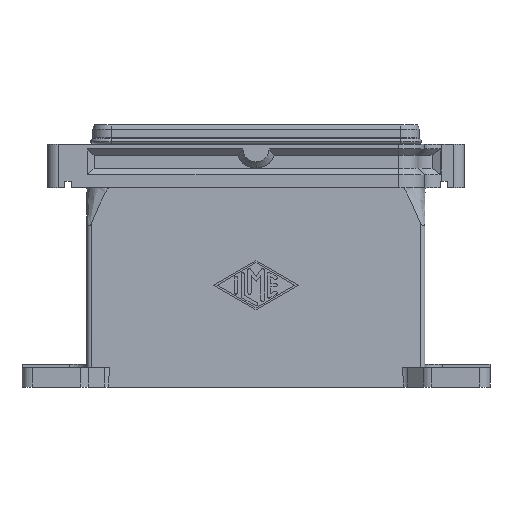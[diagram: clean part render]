
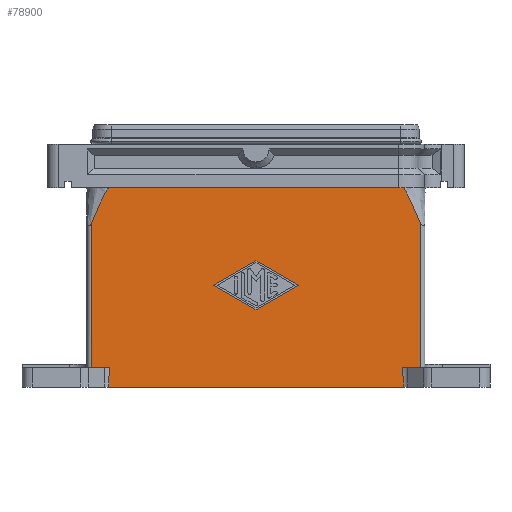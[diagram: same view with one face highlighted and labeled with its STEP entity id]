
A CAD part, front view. The second image highlights one B-rep face of the part: STEP entity #78900.
In plain terms, the highlighted planar face has unit normal (0, -1, 0.024).
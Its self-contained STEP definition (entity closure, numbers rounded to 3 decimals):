
#47880=CARTESIAN_POINT('',(19.5,-29.097,-44.997));
#47890=VERTEX_POINT('',#47880);
#48060=CARTESIAN_POINT('',(0.,-28.823,-33.747));
#48070=VERTEX_POINT('',#48060);
#48100=CARTESIAN_POINT('',(0.,-28.823,-33.747));
#48110=DIRECTION('',(0.866,-0.012,
-0.5));
#48120=VECTOR('',#48110,1.);
#48130=LINE('',#48100,#48120);
#48140=EDGE_CURVE('',#48070,#47890,#48130,.T.);
#48350=CARTESIAN_POINT('',(0.,-29.372,-56.247));
#48360=VERTEX_POINT('',#48350);
#48480=CARTESIAN_POINT('',(0.,-29.372,-56.247));
#48490=DIRECTION('',(-0.866,-0.012,
-0.5));
#48500=VECTOR('',#48490,1.);
#48510=LINE('',#48480,#48500);
#48520=EDGE_CURVE('',#47890,#48360,#48510,.T.);
#49400=CARTESIAN_POINT('',(-19.5,-29.097,-44.997));
#49410=VERTEX_POINT('',#49400);
#49530=CARTESIAN_POINT('',(0.,-29.372,-56.247));
#49540=DIRECTION('',(-0.866,0.012,
0.5));
#49550=VECTOR('',#49540,1.);
#49560=LINE('',#49530,#49550);
#49570=EDGE_CURVE('',#48360,#49410,#49560,.T.);
#49820=CARTESIAN_POINT('',(0.,-28.823,-33.747));
#49830=DIRECTION('',(0.866,0.012,
0.5));
#49840=VECTOR('',#49830,1.);
#49850=LINE('',#49820,#49840);
#49860=EDGE_CURVE('',#49410,#48070,#49850,.T.);
#61310=CARTESIAN_POINT('',(-76.,-30.024,-83.));
#61320=VERTEX_POINT('',#61310);
#61630=CARTESIAN_POINT('',(-76.,-28.401,
-16.423));
#61640=VERTEX_POINT('',#61630);
#61670=CARTESIAN_POINT('',(-76.,-30.037,
-83.5));
#61680=DIRECTION('',(0.,0.024,1.));
#61690=VECTOR('',#61680,1.);
#61700=LINE('',#61670,#61690);
#61710=EDGE_CURVE('',#61320,#61640,#61700,.T.);
#69840=CARTESIAN_POINT('',(76.,-28.401,
-16.422));
#69850=VERTEX_POINT('',#69840);
#69970=CARTESIAN_POINT('',(76.,-30.024,-83.));
#69980=VERTEX_POINT('',#69970);
#70010=CARTESIAN_POINT('',(76.,-30.037,
-83.5));
#70020=DIRECTION('',(0.,0.024,1.));
#70030=VECTOR('',#70020,1.);
#70040=LINE('',#70010,#70030);
#70050=EDGE_CURVE('',#69980,#69850,#70040,.T.);
#77880=CARTESIAN_POINT('',(79.804,-30.3,
-94.303));
#77890=DIRECTION('',(0.,-1.,0.024));
#77900=DIRECTION('',(0.,0.024,1.));
#77910=AXIS2_PLACEMENT_3D('',#77880,#77890,#77900);
#77920=PLANE('',#77910);
#77930=CARTESIAN_POINT('',(0.,-30.024,-83.));
#77940=DIRECTION('',(1.,-0.,-0.));
#77950=VECTOR('',#77940,1.);
#77960=LINE('',#77930,#77950);
#77970=CARTESIAN_POINT('',(67.751,-30.024,-83.));
#77980=VERTEX_POINT('',#77970);
#77990=EDGE_CURVE('',#77980,#69980,#77960,.T.);
#78000=ORIENTED_EDGE('',*,*,#77990,.T.);
#78010=CARTESIAN_POINT('',(67.745,-30.019,
-82.768));
#78020=DIRECTION('',(0.024,-0.024,
-0.999));
#78030=VECTOR('',#78020,1.);
#78040=LINE('',#78010,#78030);
#78050=CARTESIAN_POINT('',(67.97,-30.244,-92.));
#78060=VERTEX_POINT('',#78050);
#78070=EDGE_CURVE('',#77980,#78060,#78040,.T.);
#78080=ORIENTED_EDGE('',*,*,#78070,.F.);
#78090=CARTESIAN_POINT('',(0.,-30.244,-92.));
#78100=DIRECTION('',(-1.,-0.,-0.));
#78110=VECTOR('',#78100,1.);
#78120=LINE('',#78090,#78110);
#78130=CARTESIAN_POINT('',(-67.97,-30.244,-92.));
#78140=VERTEX_POINT('',#78130);
#78150=EDGE_CURVE('',#78060,#78140,#78120,.T.);
#78160=ORIENTED_EDGE('',*,*,#78150,.F.);
#78170=CARTESIAN_POINT('',(-67.978,-30.251,
-92.311));
#78180=DIRECTION('',(0.024,0.024,
0.999));
#78190=VECTOR('',#78180,1.);
#78200=LINE('',#78170,#78190);
#78210=CARTESIAN_POINT('',(-67.751,-30.024,-83.));
#78220=VERTEX_POINT('',#78210);
#78230=EDGE_CURVE('',#78140,#78220,#78200,.T.);
#78240=ORIENTED_EDGE('',*,*,#78230,.F.);
#78250=CARTESIAN_POINT('',(0.,-30.024,-83.));
#78260=DIRECTION('',(1.,-0.,-0.));
#78270=VECTOR('',#78260,1.);
#78280=LINE('',#78250,#78270);
#78290=EDGE_CURVE('',#61320,#78220,#78280,.T.);
#78300=ORIENTED_EDGE('',*,*,#78290,.T.);
#78310=ORIENTED_EDGE('',*,*,#61710,.F.);
#78320=CARTESIAN_POINT('',(-68.,-28.,0.))
;
#78330=CARTESIAN_POINT('',(-68.036,-28.,
0.));
#78340=CARTESIAN_POINT('',(-68.107,-28.001,
-0.056));
#78350=CARTESIAN_POINT('',(-68.23,-28.004,
-0.183));
#78360=CARTESIAN_POINT('',(-68.45,-28.012,
-0.483));
#78370=CARTESIAN_POINT('',(-68.88,-28.028,
-1.168));
#78380=CARTESIAN_POINT('',(-69.628,-28.061,
-2.517));
#78390=CARTESIAN_POINT('',(-70.546,-28.105,
-4.315));
#78400=CARTESIAN_POINT('',(-71.522,-28.154,
-6.324));
#78410=CARTESIAN_POINT('',(-72.443,-28.202,
-8.282));
#78420=CARTESIAN_POINT('',(-73.366,-28.251,
-10.301));
#78430=CARTESIAN_POINT('',(-74.576,-28.318,
-13.024));
#78440=CARTESIAN_POINT('',(-75.446,-28.368,
-15.068));
#78450=CARTESIAN_POINT('',(-76.,-28.401,
-16.423));
#78460=B_SPLINE_CURVE_WITH_KNOTS('',3,(#78320,#78330,#78340,#78350,
#78360,#78370,#78380,#78390,#78400,#78410,#78420,#78430,#78440,#78450),
.UNSPECIFIED.,.F.,.F.,(4,1,1,1,1,1,1,1,1,1,1,4),(0.,0.006,
0.013,0.03,0.066,0.146,
0.282,0.397,0.512,0.636,
0.76,1.),.UNSPECIFIED.);
#78470=CARTESIAN_POINT('',(-68.,-28.,0.));
#78480=VERTEX_POINT('',#78470);
#78490=EDGE_CURVE('',#78480,#61640,#78460,.T.);
#78500=ORIENTED_EDGE('',*,*,#78490,.T.);
#78510=CARTESIAN_POINT('',(0.,-28.,-0.));
#78520=DIRECTION('',(1.,0.,0.));
#78530=VECTOR('',#78520,1.);
#78540=LINE('',#78510,#78530);
#78550=CARTESIAN_POINT('',(68.,-28.,0.));
#78560=VERTEX_POINT('',#78550);
#78570=EDGE_CURVE('',#78480,#78560,#78540,.T.);
#78580=ORIENTED_EDGE('',*,*,#78570,.F.);
#78590=CARTESIAN_POINT('',(76.,-28.401,
-16.422));
#78600=CARTESIAN_POINT('',(75.711,-28.383,
-15.716));
#78610=CARTESIAN_POINT('',(75.271,-28.358,
-14.659));
#78620=CARTESIAN_POINT('',(74.668,-28.323,
-13.257));
#78630=CARTESIAN_POINT('',(74.058,-28.289,
-11.857));
#78640=CARTESIAN_POINT('',(73.282,-28.247,
-10.114));
#78650=CARTESIAN_POINT('',(72.487,-28.204,
-8.379));
#78660=CARTESIAN_POINT('',(71.92,-28.175,
-7.17));
#78670=CARTESIAN_POINT('',(71.592,-28.158,
-6.48));
#78680=CARTESIAN_POINT('',(71.098,-28.133,
-5.448));
#78690=CARTESIAN_POINT('',(70.341,-28.095,
-3.906));
#78700=CARTESIAN_POINT('',(69.464,-28.054,
-2.211));
#78710=CARTESIAN_POINT('',(68.807,-28.026,
-1.048));
#78720=CARTESIAN_POINT('',(68.448,-28.012,
-0.484));
#78730=CARTESIAN_POINT('',(68.253,-28.005,
-0.213));
#78740=CARTESIAN_POINT('',(68.139,-28.002,
-0.088));
#78750=CARTESIAN_POINT('',(68.07,-28.001,
-0.025));
#78760=CARTESIAN_POINT('',(68.024,-28.,
0.));
#78770=CARTESIAN_POINT('',(68.,-28.,0.));
#78780=B_SPLINE_CURVE_WITH_KNOTS('',3,(#78590,#78600,#78610,#78620,
#78630,#78640,#78650,#78660,#78670,#78680,#78690,#78700,#78710,#78720,
#78730,#78740,#78750,#78760,#78770),.UNSPECIFIED.,.F.,.F.,(4,1,1,1,1,1,1
,1,1,1,1,1,1,1,1,1,4),(0.,0.125,0.187,
0.25,0.375,0.5,0.562,
0.594,0.625,0.75,0.875,
0.937,0.969,0.984,0.992,
0.996,1.),.UNSPECIFIED.);
#78790=EDGE_CURVE('',#69850,#78560,#78780,.T.);
#78800=ORIENTED_EDGE('',*,*,#78790,.T.);
#78810=ORIENTED_EDGE('',*,*,#70050,.T.);
#78820=EDGE_LOOP('',(#78810,#78800,#78580,#78500,#78310,#78300,#78240,
#78160,#78080,#78000));
#78830=FACE_OUTER_BOUND('',#78820,.T.);
#78840=ORIENTED_EDGE('',*,*,#48520,.T.);
#78850=ORIENTED_EDGE('',*,*,#48140,.T.);
#78860=ORIENTED_EDGE('',*,*,#49860,.T.);
#78870=ORIENTED_EDGE('',*,*,#49570,.T.);
#78880=EDGE_LOOP('',(#78870,#78860,#78850,#78840));
#78890=FACE_BOUND('',#78880,.T.);
#78900=ADVANCED_FACE('',(#78830,#78890),#77920,.T.);
